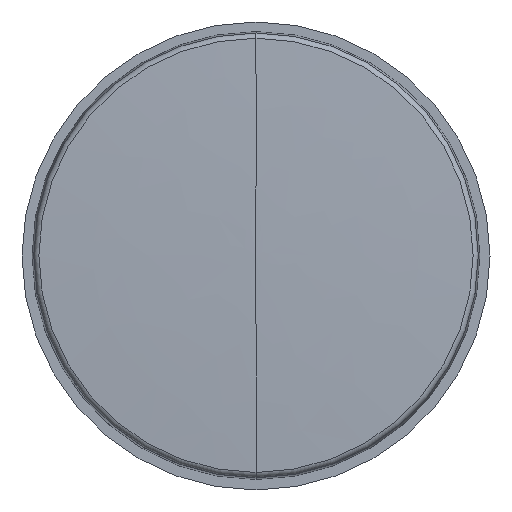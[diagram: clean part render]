
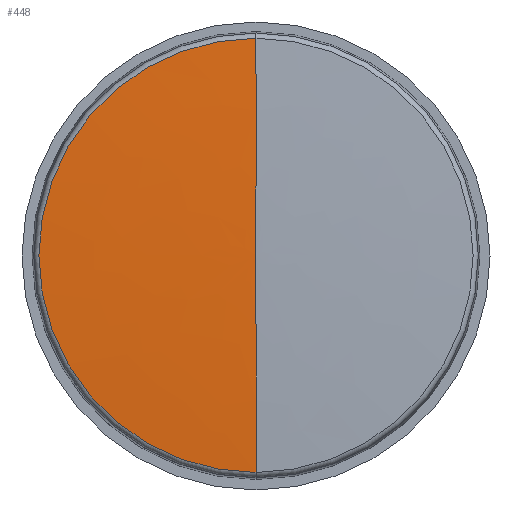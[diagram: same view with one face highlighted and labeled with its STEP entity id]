
A CAD part, top view. The second image highlights one B-rep face of the part: STEP entity #448.
In plain terms, the highlighted free-form (B-spline) face has degree [2, 2] with [3, 9] control points.
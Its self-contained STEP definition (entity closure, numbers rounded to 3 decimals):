
#375=CARTESIAN_POINT('',(0.,32.472,99.847));
#376=CARTESIAN_POINT('',(0.,16.244,100.584));
#377=CARTESIAN_POINT('',(0.,0.,100.6));
#378=CARTESIAN_POINT('',(32.472,32.472,99.847));
#379=CARTESIAN_POINT('',(16.244,16.244,100.584));
#380=CARTESIAN_POINT('',(0.,0.,100.6));
#381=CARTESIAN_POINT('',(32.472,0.,99.847));
#382=CARTESIAN_POINT('',(16.244,0.,100.584));
#383=CARTESIAN_POINT('',(0.,0.,100.6));
#384=CARTESIAN_POINT('',(32.472,-32.472,99.847));
#385=CARTESIAN_POINT('',(16.244,-16.244,100.584));
#386=CARTESIAN_POINT('',(0.,0.,100.6));
#387=CARTESIAN_POINT('',(0.,-32.472,99.847));
#388=CARTESIAN_POINT('',(0.,-16.244,100.584));
#389=CARTESIAN_POINT('',(0.,0.,100.6));
#390=CARTESIAN_POINT('',(-32.472,-32.472,99.847));
#391=CARTESIAN_POINT('',(-16.244,-16.244,100.584));
#392=CARTESIAN_POINT('',(0.,0.,100.6));
#393=CARTESIAN_POINT('',(-32.472,0.,99.847));
#394=CARTESIAN_POINT('',(-16.244,0.,100.584));
#395=CARTESIAN_POINT('',(0.,0.,100.6));
#396=CARTESIAN_POINT('',(-32.472,32.472,99.847));
#397=CARTESIAN_POINT('',(-16.244,16.244,100.584));
#398=CARTESIAN_POINT('',(0.,0.,100.6));
#399=CARTESIAN_POINT('',(0.,32.472,99.847));
#400=CARTESIAN_POINT('',(0.,16.244,100.584));
#401=CARTESIAN_POINT('',(0.,0.,100.6));
#409=(BOUNDED_SURFACE()B_SPLINE_SURFACE(2,2,((#375,#378,#381,#384,#387,#390,#393,#396,#399),(#376,#379,#382,#385,#388,#391,#394,#397,#400),(#377,#380,#383,#386,#389,#392,#395,#398,#401)),.UNSPECIFIED.,.F.,.T.,.U.)B_SPLINE_SURFACE_WITH_KNOTS((3,3),(3,2,2,2,3),(1.525,1.57),(0.0,1.571,3.142,4.712,6.283),.UNSPECIFIED.)GEOMETRIC_REPRESENTATION_ITEM()RATIONAL_B_SPLINE_SURFACE(((1.0,0.707,1.0,0.707,1.0,0.707,1.0,0.707,1.0),(1.,0.707,1.,0.707,1.,0.707,1.,0.707,1.),(1.0,0.707,1.0,0.707,1.0,0.707,1.0,0.707,1.0)))REPRESENTATION_ITEM('')SURFACE());
#410=CARTESIAN_POINT('',(0.,0.,100.6));
#411=VERTEX_POINT('',#410);
#412=CARTESIAN_POINT('',(0.0,-32.472,99.847));
#413=VERTEX_POINT('',#412);
#414=CARTESIAN_POINT('',(0.0,0.749,-631.915));
#415=DIRECTION('',(1.0,0.0,0.0));
#416=DIRECTION('',(0.0,-1.0,0.0));
#417=AXIS2_PLACEMENT_3D('',#414,#415,#416);
#418=CIRCLE('',#417,732.516);
#419=EDGE_CURVE('',#411,#413,#418,.T.);
#420=ORIENTED_EDGE('',*,*,#419,.F.);
#421=CARTESIAN_POINT('',(0.,32.472,99.847));
#422=VERTEX_POINT('',#421);
#423=CARTESIAN_POINT('',(0.,-0.749,-631.915));
#424=DIRECTION('',(-1.0,0.0,0.0));
#425=DIRECTION('',(0.0,1.0,0.0));
#426=AXIS2_PLACEMENT_3D('',#423,#424,#425);
#427=CIRCLE('',#426,732.516);
#428=EDGE_CURVE('',#411,#422,#427,.T.);
#429=ORIENTED_EDGE('',*,*,#428,.T.);
#430=CARTESIAN_POINT('',(-32.472,0.,99.847));
#431=VERTEX_POINT('',#430);
#432=CARTESIAN_POINT('',(0.0,0.,99.847));
#433=DIRECTION('',(0.0,0.0,1.0));
#434=DIRECTION('',(-1.0,0.0,0.0));
#435=AXIS2_PLACEMENT_3D('',#432,#433,#434);
#436=CIRCLE('',#435,32.472);
#437=EDGE_CURVE('',#422,#431,#436,.T.);
#438=ORIENTED_EDGE('',*,*,#437,.T.);
#439=CARTESIAN_POINT('',(0.0,0.,99.847));
#440=DIRECTION('',(0.0,0.0,1.0));
#441=DIRECTION('',(-1.0,0.0,0.0));
#442=AXIS2_PLACEMENT_3D('',#439,#440,#441);
#443=CIRCLE('',#442,32.472);
#444=EDGE_CURVE('',#431,#413,#443,.T.);
#445=ORIENTED_EDGE('',*,*,#444,.T.);
#446=EDGE_LOOP('',(#420,#429,#438,#445));
#447=FACE_OUTER_BOUND('',#446,.T.);
#448=ADVANCED_FACE('',(#447),#409,.T.);
